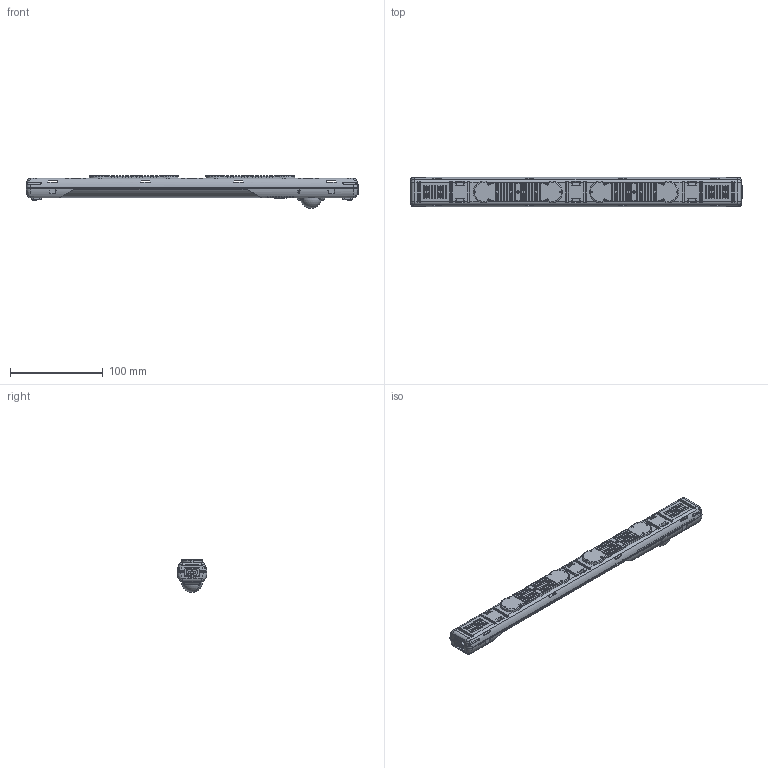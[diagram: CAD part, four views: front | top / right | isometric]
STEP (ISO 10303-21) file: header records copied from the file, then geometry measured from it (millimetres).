
FILE_DESCRIPTION((''),'2;1');
FILE_NAME('LL7000_PIR_ASM_1_ASM','2016-03-08T',('alexcam'),(''),'CREO PARAMETRIC BY PTC INC, 2014500','CREO PARAMETRIC BY PTC INC, 2014500','');
FILE_SCHEMA(('CONFIG_CONTROL_DESIGN'));
Length unit declared in the file: millimetre
Products named in the file (7): LL7000_HOUSING_1; LL7000_BASE_1; WIELAND_91_023_0053_0_CAD_STEP_; WIELAND_91_024_0053_0_CAD_STEP_; LL7000_PCB_PIR_ASM_1_ASM; LL7000_DOME_1; LL7000_PIR_ASM_1_ASM
Assembly tree (6 placements, depth 3):
  LL7000_PIR_ASM_1_ASM
    LL7000_HOUSING_1
    LL7000_BASE_1
    LL7000_PCB_PIR_ASM_1_ASM
      WIELAND_91_023_0053_0_CAD_STEP_
      WIELAND_91_024_0053_0_CAD_STEP_
    LL7000_DOME_1
Bounding box: 357.4 x 32 x 35.45 mm (x, y, z)
Volume: 63464.9 mm3; surface area: 80152.1 mm2
Topology: 5 solids, 5 shells, 3362 faces, 10051 edges, 6474 vertices
Faces by surface type: plane 1703, cylinder 771, bspline 387, cone 350, torus 85, sphere 58, extrusion 8
Entity records: 132057 total; most frequent: CARTESIAN_POINT 47083, ORIENTED_EDGE 20002, DIRECTION 14743, EDGE_CURVE 10001, VERTEX_POINT 6474, VECTOR 5557, LINE 5549, AXIS2_PLACEMENT_3D 4593
